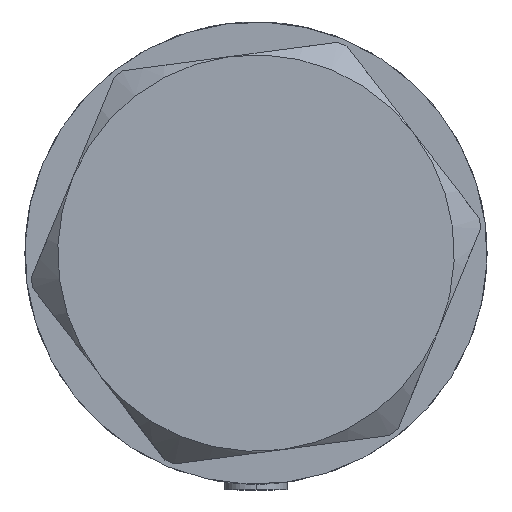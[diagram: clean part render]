
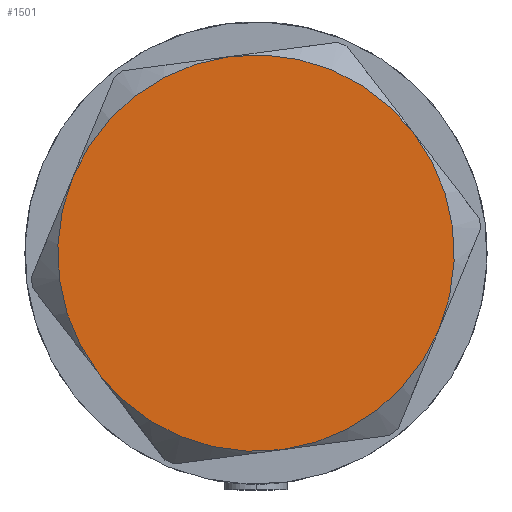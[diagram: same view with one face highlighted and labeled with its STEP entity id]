
A CAD part, left-side view. The second image highlights one B-rep face of the part: STEP entity #1501.
In plain terms, the highlighted face is planar.
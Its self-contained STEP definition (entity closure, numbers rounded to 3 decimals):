
#28 = ORIENTED_EDGE ( 'NONE', *, *, #3150, .T. ) ;
#67 = CIRCLE ( 'NONE', #301, 37.75 ) ;
#237 = EDGE_CURVE ( 'NONE', #1714, #1948, #3507, .T. ) ;
#278 = CARTESIAN_POINT ( 'NONE',  ( 0., 0., 13. ) ) ;
#287 = AXIS2_PLACEMENT_3D ( 'NONE', #278, #1395, #4420 ) ;
#301 = AXIS2_PLACEMENT_3D ( 'NONE', #1568, #2794, #874 ) ;
#313 = DIRECTION ( 'NONE',  ( 0., 0., 1. ) ) ;
#358 = DIRECTION ( 'NONE',  ( 1., 0., 0. ) ) ;
#638 = DIRECTION ( 'NONE',  ( 1., 0., 0. ) ) ;
#675 = AXIS2_PLACEMENT_3D ( 'NONE', #2969, #4471, #3847 ) ;
#681 = CIRCLE ( 'NONE', #675, 37.75 ) ;
#753 = AXIS2_PLACEMENT_3D ( 'NONE', #1922, #3071, #3482 ) ;
#761 = CARTESIAN_POINT ( 'NONE',  ( 18.875, -32.692, 13. ) ) ;
#785 = EDGE_LOOP ( 'NONE', ( #28, #4487, #2929, #4074, #2733, #1299 ) ) ;
#874 = DIRECTION ( 'NONE',  ( 1., 0., 0. ) ) ;
#990 = AXIS2_PLACEMENT_3D ( 'NONE', #3162, #4123, #358 ) ;
#1004 = VERTEX_POINT ( 'NONE', #4718 ) ;
#1215 = CARTESIAN_POINT ( 'NONE',  ( 0., 0., 13. ) ) ;
#1299 = ORIENTED_EDGE ( 'NONE', *, *, #1865, .T. ) ;
#1395 = DIRECTION ( 'NONE',  ( 0., 0., 1. ) ) ;
#1435 = DIRECTION ( 'NONE',  ( 0., 0., 1. ) ) ;
#1501 = ADVANCED_FACE ( 'NONE', ( #3650 ), #2596, .T. ) ;
#1568 = CARTESIAN_POINT ( 'NONE',  ( 0., 0., 13. ) ) ;
#1580 = VERTEX_POINT ( 'NONE', #4261 ) ;
#1714 = VERTEX_POINT ( 'NONE', #4202 ) ;
#1865 = EDGE_CURVE ( 'NONE', #1580, #2663, #2166, .T. ) ;
#1883 = CARTESIAN_POINT ( 'NONE',  ( -37.75, 0., 13. ) ) ;
#1922 = CARTESIAN_POINT ( 'NONE',  ( 0., 0., 13. ) ) ;
#1948 = VERTEX_POINT ( 'NONE', #3394 ) ;
#2003 = AXIS2_PLACEMENT_3D ( 'NONE', #3723, #1435, #638 ) ;
#2043 = VERTEX_POINT ( 'NONE', #1883 ) ;
#2166 = CIRCLE ( 'NONE', #990, 37.75 ) ;
#2596 = PLANE ( 'NONE',  #2003 ) ;
#2663 = VERTEX_POINT ( 'NONE', #761 ) ;
#2733 = ORIENTED_EDGE ( 'NONE', *, *, #3378, .T. ) ;
#2794 = DIRECTION ( 'NONE',  ( 0., 0., 1. ) ) ;
#2805 = CIRCLE ( 'NONE', #753, 37.75 ) ;
#2929 = ORIENTED_EDGE ( 'NONE', *, *, #237, .T. ) ;
#2969 = CARTESIAN_POINT ( 'NONE',  ( 0., 0., 13. ) ) ;
#3071 = DIRECTION ( 'NONE',  ( 0., 0., 1. ) ) ;
#3135 = CIRCLE ( 'NONE', #287, 37.75 ) ;
#3150 = EDGE_CURVE ( 'NONE', #2663, #1004, #67, .T. ) ;
#3162 = CARTESIAN_POINT ( 'NONE',  ( 0., 0., 13. ) ) ;
#3217 = EDGE_CURVE ( 'NONE', #1948, #2043, #2805, .T. ) ;
#3378 = EDGE_CURVE ( 'NONE', #2043, #1580, #3135, .T. ) ;
#3394 = CARTESIAN_POINT ( 'NONE',  ( -18.875, 32.692, 13. ) ) ;
#3482 = DIRECTION ( 'NONE',  ( 1., 0., 0. ) ) ;
#3507 = CIRCLE ( 'NONE', #4136, 37.75 ) ;
#3610 = EDGE_CURVE ( 'NONE', #1004, #1714, #681, .T. ) ;
#3650 = FACE_OUTER_BOUND ( 'NONE', #785, .T. ) ;
#3723 = CARTESIAN_POINT ( 'NONE',  ( 0., 0., 13. ) ) ;
#3847 = DIRECTION ( 'NONE',  ( 1., 0., 0. ) ) ;
#4074 = ORIENTED_EDGE ( 'NONE', *, *, #3217, .T. ) ;
#4123 = DIRECTION ( 'NONE',  ( 0., 0., 1. ) ) ;
#4136 = AXIS2_PLACEMENT_3D ( 'NONE', #1215, #313, #4444 ) ;
#4202 = CARTESIAN_POINT ( 'NONE',  ( 18.875, 32.692, 13. ) ) ;
#4261 = CARTESIAN_POINT ( 'NONE',  ( -18.875, -32.692, 13. ) ) ;
#4420 = DIRECTION ( 'NONE',  ( 1., 0., 0. ) ) ;
#4444 = DIRECTION ( 'NONE',  ( 1., 0., 0. ) ) ;
#4471 = DIRECTION ( 'NONE',  ( 0., 0., 1. ) ) ;
#4487 = ORIENTED_EDGE ( 'NONE', *, *, #3610, .T. ) ;
#4718 = CARTESIAN_POINT ( 'NONE',  ( 37.75, 0., 13. ) ) ;
